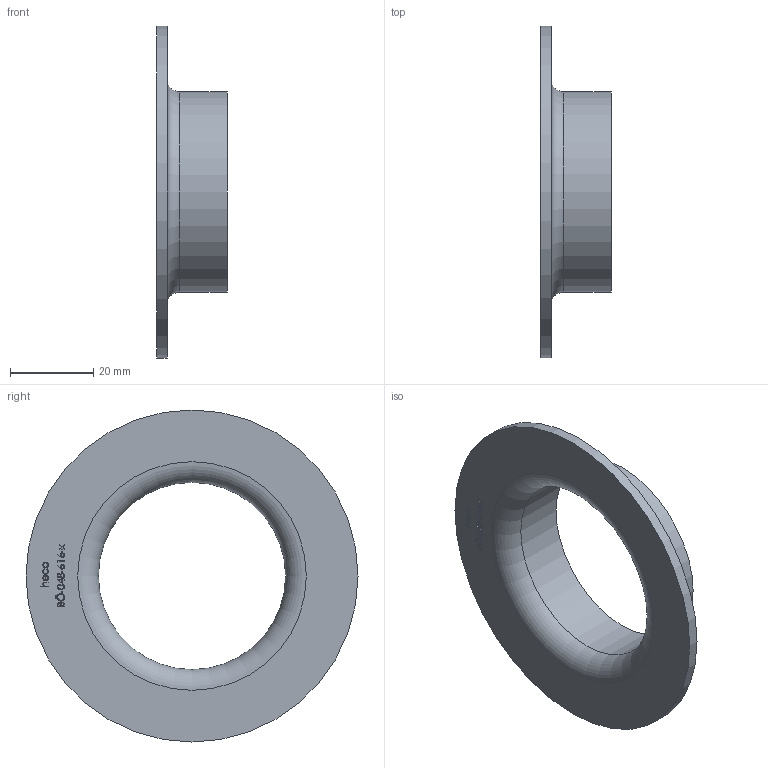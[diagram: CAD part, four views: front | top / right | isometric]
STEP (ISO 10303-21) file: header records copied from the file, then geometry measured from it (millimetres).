
FILE_DESCRIPTION (( 'STEP AP214' ), '1' );
FILE_NAME ('BÖ-048-616-x Vorschweissbördel 2010.STEP', '2020-10-12T10:34:38', ( '' ), ( '' ), 'SwSTEP 2.0', 'SolidWorks 2019', '' );
FILE_SCHEMA (( 'AUTOMOTIVE_DESIGN' ));
Length unit declared in the file: millimetre
Products named in the file (1): BÖ-048-616-x Vorschweissbördel 2010
Bounding box: 17 x 80 x 80 mm (x, y, z)
Volume: 11476.6 mm3; surface area: 11650.5 mm2
Topology: 1 solids, 1 shells, 212 faces, 539 edges, 359 vertices
Faces by surface type: bspline 104, plane 103, cylinder 3, torus 2
Full cylindrical faces by diameter (mm): 45.1 x1, 48.3 x1, 80 x1
Entity records: 14166 total; most frequent: CARTESIAN_POINT 7608, ORIENTED_EDGE 1066, DIRECTION 551, EDGE_CURVE 533, VERTEX_POINT 358, LINE 317, VECTOR 317, EDGE_LOOP 249
